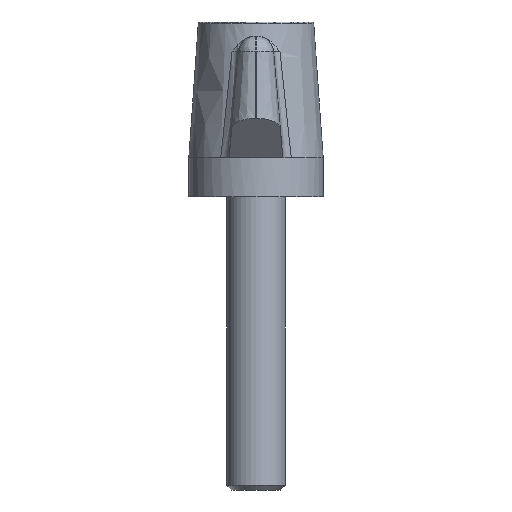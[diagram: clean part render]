
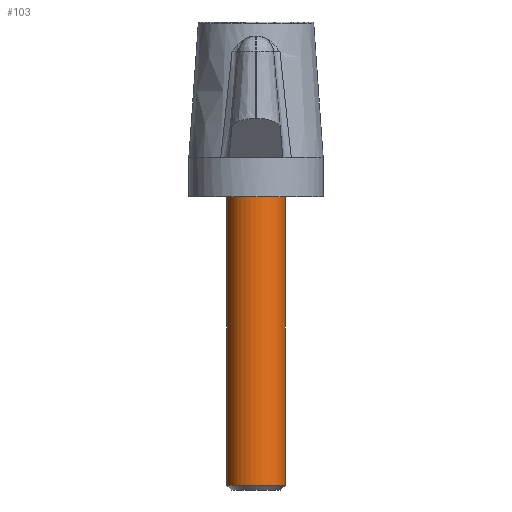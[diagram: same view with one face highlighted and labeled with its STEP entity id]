
A CAD part, front view. The second image highlights one B-rep face of the part: STEP entity #103.
In plain terms, the highlighted cylindrical face has radius 3 mm (diameter 6 mm), a full revolution.
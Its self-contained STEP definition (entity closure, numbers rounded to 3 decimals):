
#103 = ADVANCED_FACE( '', ( #233, #234 ), #235, .T. );
#233 = FACE_OUTER_BOUND( '', #1041, .T. );
#234 = FACE_OUTER_BOUND( '', #1042, .T. );
#235 = CYLINDRICAL_SURFACE( '', #1043, 3. );
#1041 = EDGE_LOOP( '', ( #3334 ) );
#1042 = EDGE_LOOP( '', ( #3335 ) );
#1043 = AXIS2_PLACEMENT_3D( '', #3336, #3337, #3338 );
#3334 = ORIENTED_EDGE( '', *, *, #3614, .T. );
#3335 = ORIENTED_EDGE( '', *, *, #3582, .F. );
#3336 = CARTESIAN_POINT( '', ( 0., 0., 27.15 ) );
#3337 = DIRECTION( '', ( 0., 0., -1. ) );
#3338 = DIRECTION( '', ( 1., 0., 0. ) );
#3582 = EDGE_CURVE( '', #3756, #3756, #3757, .T. );
#3614 = EDGE_CURVE( '', #3805, #3805, #3806, .T. );
#3756 = VERTEX_POINT( '', #4283 );
#3757 = CIRCLE( '', #4284, 3. );
#3805 = VERTEX_POINT( '', #4484 );
#3806 = CIRCLE( '', #4485, 3. );
#4283 = CARTESIAN_POINT( '', ( 3., 0., 0. ) );
#4284 = AXIS2_PLACEMENT_3D( '', #4921, #4922, #4923 );
#4484 = CARTESIAN_POINT( '', ( 3., 0., -29.5 ) );
#4485 = AXIS2_PLACEMENT_3D( '', #4950, #4951, #4952 );
#4921 = CARTESIAN_POINT( '', ( 0., 0., 0. ) );
#4922 = DIRECTION( '', ( 0., 0., 1. ) );
#4923 = DIRECTION( '', ( 1., 0., 0. ) );
#4950 = CARTESIAN_POINT( '', ( 0., 0., -29.5 ) );
#4951 = DIRECTION( '', ( 0., 0., 1. ) );
#4952 = DIRECTION( '', ( 1., 0., 0. ) );
